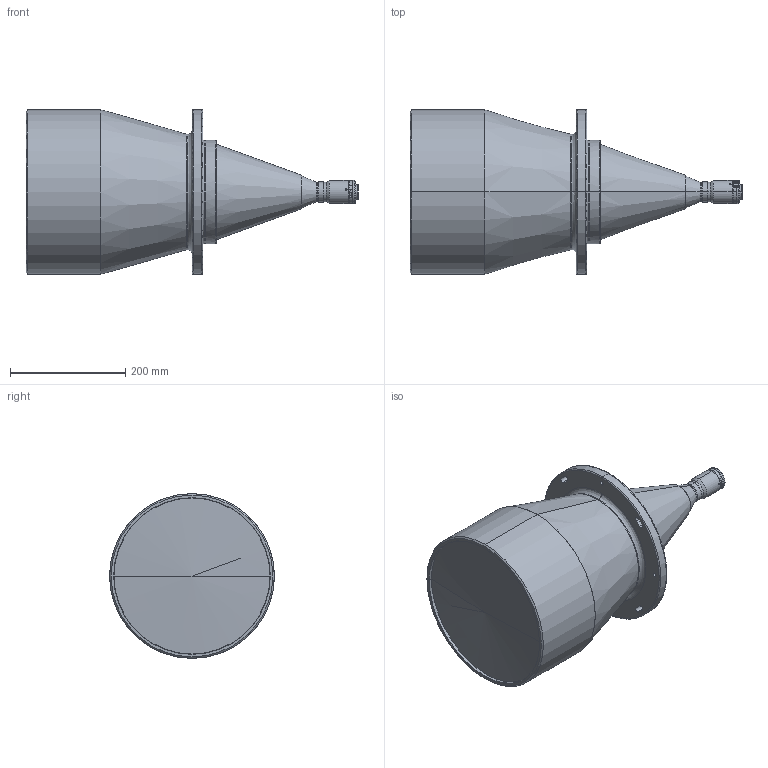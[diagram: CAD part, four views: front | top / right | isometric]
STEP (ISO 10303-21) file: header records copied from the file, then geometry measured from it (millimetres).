
FILE_DESCRIPTION (( 'STEP AP203' ), '1' );
FILE_NAME ('DTCM110-240H-AL.STEP', '2019-11-18T10:02:51', ( 'Windows 蚚誧' ), ( '' ), 'SwSTEP 2.0', 'SolidWorks 2017', '' );
FILE_SCHEMA (( 'CONFIG_CONTROL_DESIGN' ));
Length unit declared in the file: millimetre
Products named in the file (1): DTCM110-240H-AL
Bounding box: 576.87 x 286 x 286 mm (x, y, z)
Volume: 18894772.2 mm3; surface area: 484794.2 mm2
Topology: 5 solids, 5 shells, 190 faces, 466 edges, 293 vertices
Faces by surface type: cylinder 109, cone 45, plane 22, bspline 14
Entity records: 7189 total; most frequent: CARTESIAN_POINT 2754, ORIENTED_EDGE 920, DIRECTION 900, EDGE_CURVE 460, AXIS2_PLACEMENT_3D 373, VERTEX_POINT 293, EDGE_LOOP 221, CIRCLE 196
